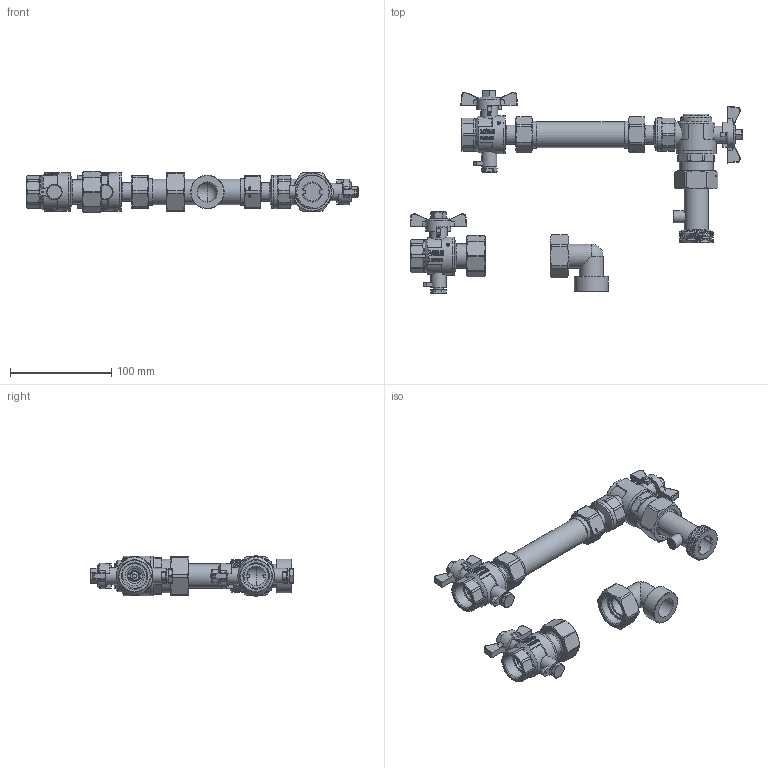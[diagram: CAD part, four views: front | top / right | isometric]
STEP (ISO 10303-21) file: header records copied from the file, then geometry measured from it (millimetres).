
FILE_DESCRIPTION(/* description */ ('Unknown'),/* implementation_level */ '2;1');
FILE_NAME(/* name */ '85121041',/* time_stamp */ '2023-07-20T08:37:41+02:00',/* author */ ('Unknown'),/* organization */ ('Unknown'),/* preprocessor_version */ 'ST-DEVELOPER v18.102',/* originating_system */ 'Solid Edge',/* authorisation */ 'Unknown');
FILE_SCHEMA (('AUTOMOTIVE_DESIGN {1 0 10303 214 3 1 1}'));
Length unit declared in the file: millimetre
Products named in the file (61): 85121031; 725-55; StoppRing; Speerring; Dichtung; Stütze; Überwurfmutter; O-Ring; nippel-110-red; 722-55_oa_0; 722-55-Einschraubteil-co; Einschraubteil; 97000077_24x15x2 - 3_4; sperring; Überwurfmutter_3_4; B1; F-griff.1; M8-1_2-3_4.1; Kvrper-co_oa_1; Körper_; Dichtung_0; Schtaube; Spindel-co_oa_2; Stopfbuchse; Spindel; 722-56_oa_3; F-griff; M8-1_2-3_4; Kvrper-co_oa_4; Kvrper; Spindel-co_oa_5; 722-56-Verschr-co; Überwurfmutter_1; Sperring; 2.149.020; Flügelgriff 1_4 - 3_4; Einschraubteil_020; Körper_020; 3_4-Spindel-co; 600-3_4-Spindel ...
Assembly tree (60 placements, depth 5):
  85121031
    725-55
      StoppRing
      Speerring
      Dichtung
      Stütze
      Überwurfmutter
      O-Ring
    nippel-110-red
    722-55_oa_0
      722-55-Einschraubteil-co
        Einschraubteil
        97000077_24x15x2 - 3_4
        sperring
        Überwurfmutter_3_4
      B1
        F-griff.1
        M8-1_2-3_4.1
      Kvrper-co_oa_1
        Körper_
        Dichtung_0
        Schtaube
      Spindel-co_oa_2
        Stopfbuchse
        Spindel
    722-56_oa_3
      B1
        F-griff
        M8-1_2-3_4
      Kvrper-co_oa_4
        Kvrper
        Schtaube
      Spindel-co_oa_5
        Stopfbuchse
        Spindel
      722-56-Verschr-co
        Überwurfmutter_1
        Sperring
        Einschraubteil
        Dichtung
    2.149.020
      Flügelgriff 1_4 - 3_4
      2.149.020
        Einschraubteil_020
        Körper_020
        3_4-Spindel-co
          600-3_4-Spindel
          600-3_4-Spindeldichtung
          600-3_4-Stopfbuchse
          600-3_4-O-Ring
      600-3_4-Mutter-Fl.G.
    98708714-1-1
      Winkel-30-35
      _berwurfmutter
      Dichtung
      Speerring
    98000726-66-1_16
      98000726-66-1_16 _ Körper
      Speerring
      郻M_1
Bounding box: 327.16 x 200 x 40.8 mm (x, y, z)
Volume: 217767 mm3; surface area: 151847 mm2
Topology: 44 solids, 44 shells, 2883 faces, 7762 edges, 5098 vertices
Faces by surface type: plane 2097, cylinder 438, cone 248, bspline 48, sphere 32, torus 20
Full cylindrical faces by diameter (mm): 1.5 x5, 3.5 x1, 5 x2, 5.9 x2, 6.6 x2, 6.7 x2, 6.75 x3, 8.9 x2, 8.92 x2, 9 x6, 9.1 x4, 9.3 x1, 10 x3, 10.5 x3, 11 x3, 12 x4, 12.3 x1, 12.376 x2, 12.5 x2, 13 x1, 14 x3, 15 x4, 16 x5, 17 x3, 18 x3, 18.5 x3, 18.6 x2, 19 x3, 19.05 x1, 20 x5
Entity records: 106952 total; most frequent: CARTESIAN_POINT 30753, DIRECTION 16620, ORIENTED_EDGE 14698, EDGE_CURVE 7349, AXIS2_PLACEMENT_3D 6909, VERTEX_POINT 5001, FACE_BOUND 3416, EDGE_LOOP 3412
